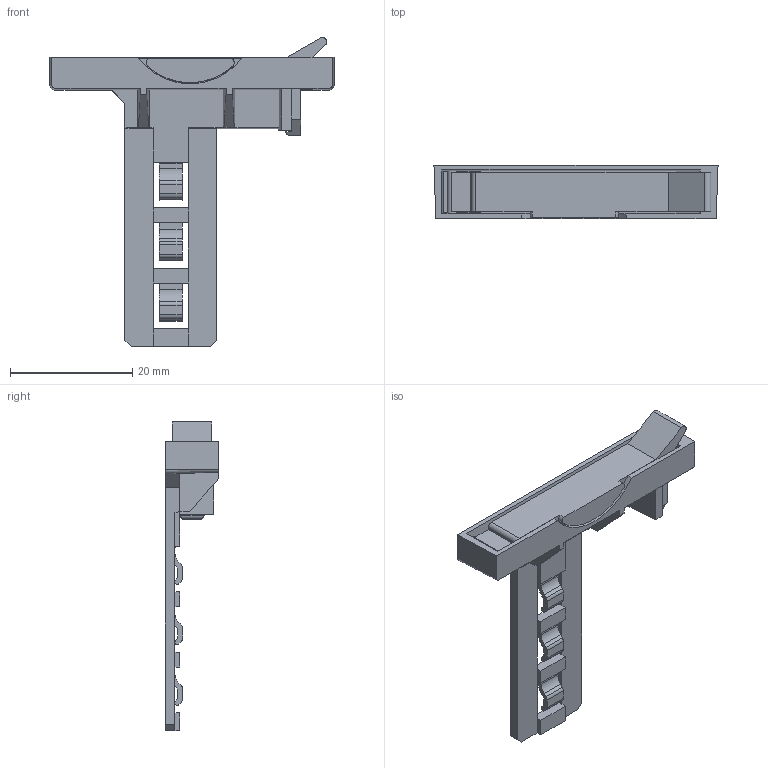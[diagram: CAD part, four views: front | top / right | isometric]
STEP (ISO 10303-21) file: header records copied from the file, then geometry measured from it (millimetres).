
FILE_DESCRIPTION(/* description */ ('Unknown'),/* implementation_level */ '2;1');
FILE_NAME(/* name */ 'I-RE1',/* time_stamp */ '2024-11-15T07:43:58-03:00',/* author */ ('Unknown'),/* organization */ ('Unknown'),/* preprocessor_version */ 'ST-DEVELOPER v16.7',/* originating_system */ 'Solid Edge',/* authorisation */ 'Unknown');
FILE_SCHEMA (('AUTOMOTIVE_DESIGN {1 0 10303 214 3 1 1}'));
Length unit declared in the file: millimetre
Products named in the file (1): I-RE1
Bounding box: 46.51 x 8.8 x 50.6 mm (x, y, z)
Volume: 3310.1 mm3; surface area: 3729.4 mm2
Topology: 1 solids, 1 shells, 153 faces, 463 edges, 303 vertices
Faces by surface type: plane 127, cylinder 24, cone 2
Full cylindrical faces by diameter (mm): 1.5 x1
Entity records: 5154 total; most frequent: ORIENTED_EDGE 920, CARTESIAN_POINT 916, DIRECTION 826, EDGE_CURVE 460, LINE 402, VECTOR 402, VERTEX_POINT 302, AXIS2_PLACEMENT_3D 212
